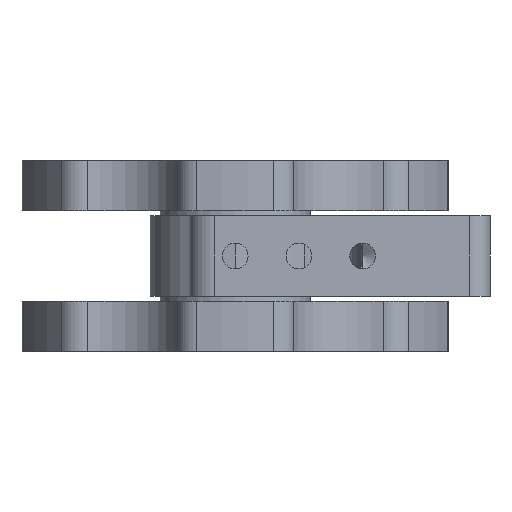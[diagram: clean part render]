
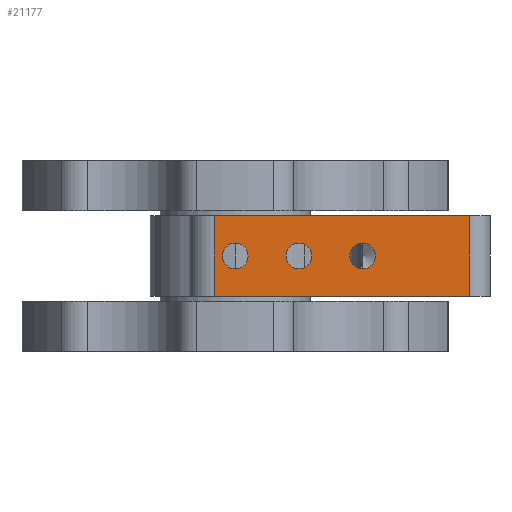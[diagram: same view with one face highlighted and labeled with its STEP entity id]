
A CAD part, left-side view. The second image highlights one B-rep face of the part: STEP entity #21177.
In plain terms, the highlighted planar face has unit normal (-1, 0, 0).
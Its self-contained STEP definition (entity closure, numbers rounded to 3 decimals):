
#993 = DIRECTION ( 'NONE',  ( -1., 0., 0. ) ) ;
#1053 = DIRECTION ( 'NONE',  ( 0., -1., 0. ) ) ;
#1091 = ORIENTED_EDGE ( 'NONE', *, *, #22026, .F. ) ;
#1365 = CARTESIAN_POINT ( 'NONE',  ( -50.8, -25.4, -8. ) ) ;
#1808 = VECTOR ( 'NONE', #21357, 1000. ) ;
#1867 = CARTESIAN_POINT ( 'NONE',  ( -50.8, -12.7, -5.447 ) ) ;
#1995 = VERTEX_POINT ( 'NONE', #1867 ) ;
#2165 = LINE ( 'NONE', #21100, #15306 ) ;
#2772 = DIRECTION ( 'NONE',  ( 0., 0., 1. ) ) ;
#2864 = CARTESIAN_POINT ( 'NONE',  ( -50.8, 0., -16. ) ) ;
#2937 = VECTOR ( 'NONE', #1053, 1000. ) ;
#3463 = FACE_BOUND ( 'NONE', #17134, .T. ) ;
#3659 = AXIS2_PLACEMENT_3D ( 'NONE', #14008, #5841, #3952 ) ;
#3702 = DIRECTION ( 'NONE',  ( 0., 0., 1. ) ) ;
#3952 = DIRECTION ( 'NONE',  ( 0., 0., 1. ) ) ;
#4019 = DIRECTION ( 'NONE',  ( 0., -1., 0. ) ) ;
#4354 = VERTEX_POINT ( 'NONE', #26185 ) ;
#4426 = FACE_OUTER_BOUND ( 'NONE', #12416, .T. ) ;
#5018 = EDGE_CURVE ( 'NONE', #24796, #18990, #23306, .T. ) ;
#5058 = EDGE_CURVE ( 'NONE', #15114, #11019, #14958, .T. ) ;
#5184 = EDGE_CURVE ( 'NONE', #14895, #5301, #20735, .T. ) ;
#5301 = VERTEX_POINT ( 'NONE', #24042 ) ;
#5591 = ORIENTED_EDGE ( 'NONE', *, *, #14516, .T. ) ;
#5709 = FACE_BOUND ( 'NONE', #19732, .T. ) ;
#5767 = DIRECTION ( 'NONE',  ( -1., 0., 0. ) ) ;
#5841 = DIRECTION ( 'NONE',  ( -1., 0., 0. ) ) ;
#6063 = ORIENTED_EDGE ( 'NONE', *, *, #20405, .F. ) ;
#7533 = DIRECTION ( 'NONE',  ( -1., 0., 0. ) ) ;
#7692 = VERTEX_POINT ( 'NONE', #21050 ) ;
#8122 = EDGE_CURVE ( 'NONE', #7692, #1995, #24538, .T. ) ;
#8400 = LINE ( 'NONE', #17184, #2937 ) ;
#8783 = DIRECTION ( 'NONE',  ( 0., 0., 1. ) ) ;
#9101 = AXIS2_PLACEMENT_3D ( 'NONE', #24260, #20188, #14099 ) ;
#9612 = ORIENTED_EDGE ( 'NONE', *, *, #8122, .F. ) ;
#10084 = CARTESIAN_POINT ( 'NONE',  ( -50.8, -25.4, -10.553 ) ) ;
#10127 = DIRECTION ( 'NONE',  ( -1., 0., 0. ) ) ;
#10138 = CARTESIAN_POINT ( 'NONE',  ( -50.8, 0., -10.553 ) ) ;
#10598 = AXIS2_PLACEMENT_3D ( 'NONE', #22110, #5767, #3702 ) ;
#11019 = VERTEX_POINT ( 'NONE', #10084 ) ;
#11302 = EDGE_CURVE ( 'NONE', #11019, #15114, #12701, .T. ) ;
#12177 = ORIENTED_EDGE ( 'NONE', *, *, #5058, .F. ) ;
#12406 = CIRCLE ( 'NONE', #9101, 2.553 ) ;
#12416 = EDGE_LOOP ( 'NONE', ( #12794, #24591, #25082, #5591 ) ) ;
#12701 = CIRCLE ( 'NONE', #18866, 2.553 ) ;
#12794 = ORIENTED_EDGE ( 'NONE', *, *, #14463, .F. ) ;
#13217 = DIRECTION ( 'NONE',  ( -1., 0., 0. ) ) ;
#13381 = FACE_BOUND ( 'NONE', #15898, .T. ) ;
#13769 = CARTESIAN_POINT ( 'NONE',  ( -50.8, -46.8, -16. ) ) ;
#14008 = CARTESIAN_POINT ( 'NONE',  ( -50.8, 0., -8. ) ) ;
#14099 = DIRECTION ( 'NONE',  ( 0., 0., 1. ) ) ;
#14463 = EDGE_CURVE ( 'NONE', #16225, #4354, #8400, .T. ) ;
#14516 = EDGE_CURVE ( 'NONE', #18990, #4354, #21552, .T. ) ;
#14707 = ORIENTED_EDGE ( 'NONE', *, *, #11302, .F. ) ;
#14895 = VERTEX_POINT ( 'NONE', #10138 ) ;
#14958 = CIRCLE ( 'NONE', #21337, 2.553 ) ;
#15114 = VERTEX_POINT ( 'NONE', #16847 ) ;
#15306 = VECTOR ( 'NONE', #8783, 1000. ) ;
#15428 = CARTESIAN_POINT ( 'NONE',  ( -50.8, -25.4, -8. ) ) ;
#15898 = EDGE_LOOP ( 'NONE', ( #6063, #19120 ) ) ;
#16225 = VERTEX_POINT ( 'NONE', #25297 ) ;
#16847 = CARTESIAN_POINT ( 'NONE',  ( -50.8, -25.4, -5.447 ) ) ;
#17134 = EDGE_LOOP ( 'NONE', ( #12177, #14707 ) ) ;
#17184 = CARTESIAN_POINT ( 'NONE',  ( -50.8, 0., 0. ) ) ;
#17440 = DIRECTION ( 'NONE',  ( 0., 0., 1. ) ) ;
#17584 = CIRCLE ( 'NONE', #25781, 2.553 ) ;
#18866 = AXIS2_PLACEMENT_3D ( 'NONE', #15428, #993, #2772 ) ;
#18911 = CARTESIAN_POINT ( 'NONE',  ( -50.8, 4.2, -16. ) ) ;
#18990 = VERTEX_POINT ( 'NONE', #13769 ) ;
#19120 = ORIENTED_EDGE ( 'NONE', *, *, #5184, .F. ) ;
#19732 = EDGE_LOOP ( 'NONE', ( #1091, #9612 ) ) ;
#20188 = DIRECTION ( 'NONE',  ( -1., 0., 0. ) ) ;
#20405 = EDGE_CURVE ( 'NONE', #5301, #14895, #17584, .T. ) ;
#20735 = CIRCLE ( 'NONE', #3659, 2.553 ) ;
#21050 = CARTESIAN_POINT ( 'NONE',  ( -50.8, -12.7, -10.553 ) ) ;
#21100 = CARTESIAN_POINT ( 'NONE',  ( -50.8, 4.2, -16. ) ) ;
#21177 = ADVANCED_FACE ( 'NONE', ( #3463, #5709, #13381, #4426 ), #26622, .T. ) ;
#21337 = AXIS2_PLACEMENT_3D ( 'NONE', #1365, #7533, #21907 ) ;
#21357 = DIRECTION ( 'NONE',  ( 0., -1., 0. ) ) ;
#21552 = LINE ( 'NONE', #25614, #23828 ) ;
#21783 = EDGE_CURVE ( 'NONE', #24796, #16225, #2165, .T. ) ;
#21907 = DIRECTION ( 'NONE',  ( 0., 0., 1. ) ) ;
#21956 = DIRECTION ( 'NONE',  ( 0., 0., 1. ) ) ;
#22026 = EDGE_CURVE ( 'NONE', #1995, #7692, #12406, .T. ) ;
#22110 = CARTESIAN_POINT ( 'NONE',  ( -50.8, -12.7, -8. ) ) ;
#22421 = CARTESIAN_POINT ( 'NONE',  ( -50.8, 0., -16. ) ) ;
#23306 = LINE ( 'NONE', #2864, #1808 ) ;
#23470 = CARTESIAN_POINT ( 'NONE',  ( -50.8, 0., -8. ) ) ;
#23828 = VECTOR ( 'NONE', #21956, 1000. ) ;
#24042 = CARTESIAN_POINT ( 'NONE',  ( -50.8, 0., -5.447 ) ) ;
#24260 = CARTESIAN_POINT ( 'NONE',  ( -50.8, -12.7, -8. ) ) ;
#24303 = AXIS2_PLACEMENT_3D ( 'NONE', #22421, #10127, #4019 ) ;
#24538 = CIRCLE ( 'NONE', #10598, 2.553 ) ;
#24591 = ORIENTED_EDGE ( 'NONE', *, *, #21783, .F. ) ;
#24796 = VERTEX_POINT ( 'NONE', #18911 ) ;
#25082 = ORIENTED_EDGE ( 'NONE', *, *, #5018, .T. ) ;
#25297 = CARTESIAN_POINT ( 'NONE',  ( -50.8, 4.2, 0. ) ) ;
#25614 = CARTESIAN_POINT ( 'NONE',  ( -50.8, -46.8, -16. ) ) ;
#25781 = AXIS2_PLACEMENT_3D ( 'NONE', #23470, #13217, #17440 ) ;
#26185 = CARTESIAN_POINT ( 'NONE',  ( -50.8, -46.8, 0. ) ) ;
#26622 = PLANE ( 'NONE',  #24303 ) ;
